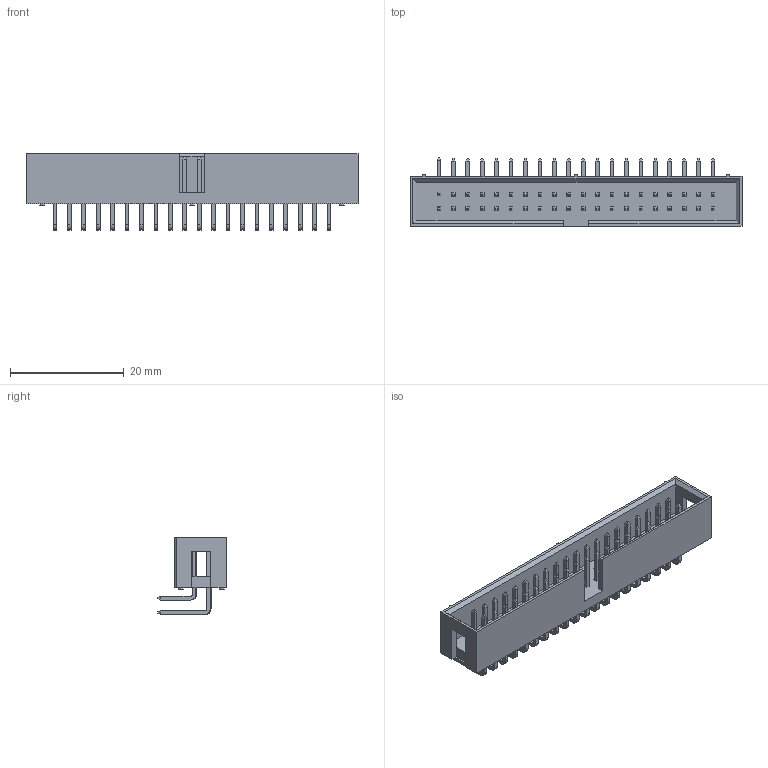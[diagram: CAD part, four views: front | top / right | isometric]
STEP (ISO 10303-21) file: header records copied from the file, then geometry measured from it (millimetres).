
FILE_DESCRIPTION(('STEP AP214'),'1');
FILE_NAME('61204021721.stp','2018-02-20T05:01:58',('TraceParts'),('TraceParts S.A.'),'Spatial InterOp 3D',' ',' ');
FILE_SCHEMA(('automotive_design'));
Length unit declared in the file: millimetre
Products named in the file (41): 61204021721_1; 61204021721_2; 61204021721_3; 61204021721_4; 61204021721_5; 61204021721_6; 61204021721_7; 61204021721_8; 61204021721_9; 61204021721_10; 61204021721_11; 61204021721_12; 61204021721_13; 61204021721_14; 61204021721_15; 61204021721_16; 61204021721_17; 61204021721_18; 61204021721_19; 61204021721_20; 61204021721_21; 61204021721_22; 61204021721_23; 61204021721_24; 61204021721_25; 61204021721_26; 61204021721_27; 61204021721_28; 61204021721_29; 61204021721_30; 61204021721_31; 61204021721_32; 61204021721_33; 61204021721_34; 61204021721_35; 61204021721_36; 61204021721_37; 61204021721_38; 61204021721_39; 61204021721_40 ...
Bounding box: 58.46 x 12.11 x 13.55 mm (x, y, z)
Volume: 2145.1 mm3; surface area: 5047.4 mm2
Topology: 41 solids, 41 shells, 1091 faces, 2533 edges, 1526 vertices
Faces by surface type: plane 996, cylinder 95
Entity records: 39385 total; most frequent: CARTESIAN_POINT 5191, ORIENTED_EDGE 5066, DIRECTION 4987, EDGE_CURVE 2533, LINE 2343, VECTOR 2343, VERTEX_POINT 1526, AXIS2_PLACEMENT_3D 1322
